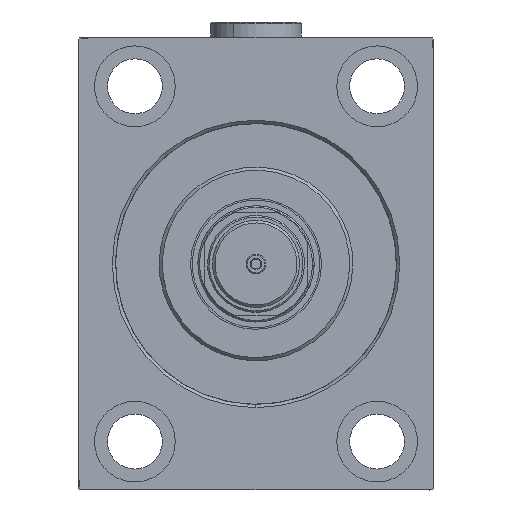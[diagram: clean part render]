
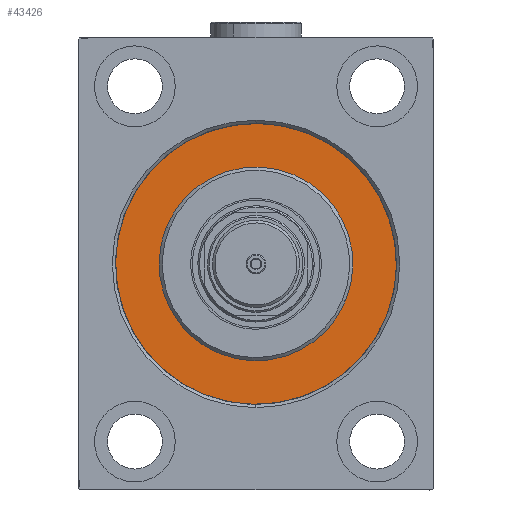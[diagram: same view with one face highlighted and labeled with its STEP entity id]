
A CAD part, left-side view. The second image highlights one B-rep face of the part: STEP entity #43426.
In plain terms, the highlighted face is planar.
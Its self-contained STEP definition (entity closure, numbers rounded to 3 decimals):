
#3047 = AXIS2_PLACEMENT_3D ( 'NONE', #26198, #29650, #14467 ) ;
#3151 = FACE_BOUND ( 'NONE', #38424, .T. ) ;
#3390 = DIRECTION ( 'NONE',  ( -1., 0., 0. ) ) ;
#5449 = AXIS2_PLACEMENT_3D ( 'NONE', #39018, #12812, #36078 ) ;
#5637 = CIRCLE ( 'NONE', #7973, 43.5 ) ;
#5666 = CARTESIAN_POINT ( 'NONE',  ( 0., 0., 0. ) ) ;
#7973 = AXIS2_PLACEMENT_3D ( 'NONE', #5666, #16448, #28698 ) ;
#11845 = VERTEX_POINT ( 'NONE', #36153 ) ;
#12812 = DIRECTION ( 'NONE',  ( 1., 0., 0. ) ) ;
#14467 = DIRECTION ( 'NONE',  ( 0., 0., -1. ) ) ;
#16163 = CARTESIAN_POINT ( 'NONE',  ( 0., 0., 0. ) ) ;
#16448 = DIRECTION ( 'NONE',  ( -1., 0., 0. ) ) ;
#17047 = CIRCLE ( 'NONE', #44441, 43.5 ) ;
#17561 = VERTEX_POINT ( 'NONE', #22814 ) ;
#18436 = VERTEX_POINT ( 'NONE', #28069 ) ;
#19554 = EDGE_CURVE ( 'NONE', #23700, #18436, #17047, .T. ) ;
#19615 = DIRECTION ( 'NONE',  ( 0., 0., 1. ) ) ;
#20266 = ORIENTED_EDGE ( 'NONE', *, *, #46570, .F. ) ;
#20420 = EDGE_CURVE ( 'NONE', #11845, #17561, #34318, .T. ) ;
#22814 = CARTESIAN_POINT ( 'NONE',  ( 0., 0., 30. ) ) ;
#23700 = VERTEX_POINT ( 'NONE', #32297 ) ;
#25420 = CARTESIAN_POINT ( 'NONE',  ( 0., 0., 0. ) ) ;
#26198 = CARTESIAN_POINT ( 'NONE',  ( 0., 0., 0. ) ) ;
#27262 = AXIS2_PLACEMENT_3D ( 'NONE', #25420, #3390, #36939 ) ;
#28055 = ORIENTED_EDGE ( 'NONE', *, *, #29892, .F. ) ;
#28069 = CARTESIAN_POINT ( 'NONE',  ( 0., 0., 43.5 ) ) ;
#28698 = DIRECTION ( 'NONE',  ( 0., 0., 1. ) ) ;
#29650 = DIRECTION ( 'NONE',  ( 1., 0., 0. ) ) ;
#29785 = EDGE_LOOP ( 'NONE', ( #48267, #28055 ) ) ;
#29892 = EDGE_CURVE ( 'NONE', #18436, #23700, #5637, .T. ) ;
#30453 = ORIENTED_EDGE ( 'NONE', *, *, #20420, .F. ) ;
#32297 = CARTESIAN_POINT ( 'NONE',  ( 0., 0., -43.5 ) ) ;
#33027 = FACE_OUTER_BOUND ( 'NONE', #29785, .T. ) ;
#33631 = CIRCLE ( 'NONE', #5449, 30. ) ;
#34318 = CIRCLE ( 'NONE', #3047, 30. ) ;
#36078 = DIRECTION ( 'NONE',  ( 0., 0., -1. ) ) ;
#36153 = CARTESIAN_POINT ( 'NONE',  ( 0., 0., -30. ) ) ;
#36939 = DIRECTION ( 'NONE',  ( 0., 0., 1. ) ) ;
#38424 = EDGE_LOOP ( 'NONE', ( #20266, #30453 ) ) ;
#39018 = CARTESIAN_POINT ( 'NONE',  ( 0., 0., 0. ) ) ;
#42389 = DIRECTION ( 'NONE',  ( -1., 0., 0. ) ) ;
#43426 = ADVANCED_FACE ( 'NONE', ( #3151, #33027 ), #44782, .F. ) ;
#44441 = AXIS2_PLACEMENT_3D ( 'NONE', #16163, #42389, #19615 ) ;
#44782 = PLANE ( 'NONE',  #27262 ) ;
#46570 = EDGE_CURVE ( 'NONE', #17561, #11845, #33631, .T. ) ;
#48267 = ORIENTED_EDGE ( 'NONE', *, *, #19554, .F. ) ;
